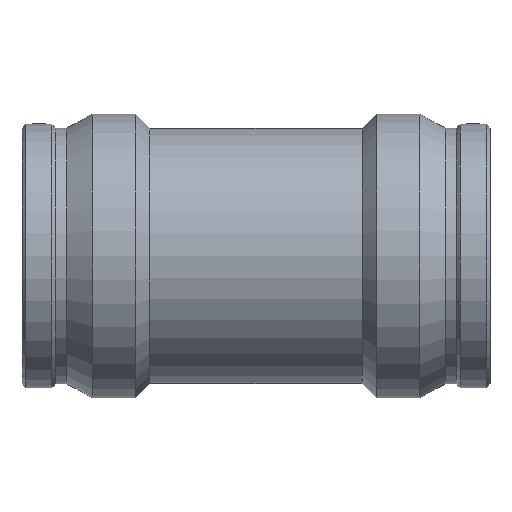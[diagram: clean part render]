
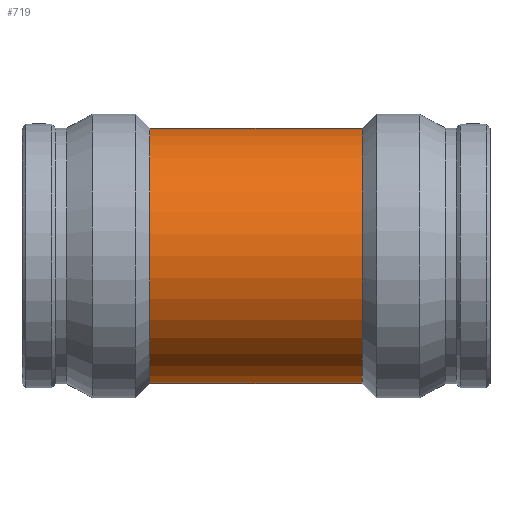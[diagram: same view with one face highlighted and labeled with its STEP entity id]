
A CAD part, top view. The second image highlights one B-rep face of the part: STEP entity #719.
In plain terms, the highlighted cylindrical face has radius 146.7 mm (diameter 293.4 mm), a full revolution.
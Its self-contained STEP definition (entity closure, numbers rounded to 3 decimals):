
#79=FACE_BOUND('',#331,.T.);
#80=FACE_BOUND('',#332,.T.);
#147=CIRCLE('',#807,146.7);
#148=CIRCLE('',#808,146.7);
#199=CYLINDRICAL_SURFACE('',#806,146.7);
#235=FACE_OUTER_BOUND('',#330,.T.);
#330=EDGE_LOOP('',(#616));
#331=EDGE_LOOP('',(#617));
#332=EDGE_LOOP('',(#618));
#416=B_SPLINE_CURVE_WITH_KNOTS('',3,(#1449,#1450,#1451,#1452,#1453,#1454,
#1455,#1456,#1457,#1458,#1459,#1460,#1461,#1462,#1463,#1464,#1465,#1466,
#1467,#1468,#1469,#1470,#1471,#1472,#1473,#1474,#1475,#1476,#1477,#1478,
#1479,#1480,#1481,#1482,#1483,#1484,#1485,#1486,#1487,#1488,#1489,#1490,
#1491,#1492,#1493,#1494,#1495,#1496,#1497,#1498,#1499,#1500,#1501,#1502,
#1503,#1504,#1505,#1506,#1507,#1508,#1509,#1510,#1511,#1512,#1513,#1514),
 .UNSPECIFIED.,.T.,.F.,(4,2,2,2,2,2,2,2,2,2,2,2,2,2,2,2,2,2,2,2,2,2,2,2,
2,2,2,2,2,2,2,2,4),(0.,1.195,2.389,3.584,
4.779,5.972,7.165,8.358,9.551,
10.745,11.938,13.131,14.324,15.519,
16.713,17.908,19.103,20.298,21.492,
22.687,23.882,25.075,26.268,27.461,
28.654,29.848,31.041,32.234,33.427,
34.622,35.816,37.011,38.206),
 .UNSPECIFIED.);
#439=VERTEX_POINT('',#1448);
#448=VERTEX_POINT('',#1541);
#449=VERTEX_POINT('',#1543);
#509=EDGE_CURVE('',#439,#439,#416,.T.);
#518=EDGE_CURVE('',#448,#448,#147,.T.);
#519=EDGE_CURVE('',#449,#449,#148,.T.);
#616=ORIENTED_EDGE('',*,*,#518,.F.);
#617=ORIENTED_EDGE('',*,*,#519,.T.);
#618=ORIENTED_EDGE('',*,*,#509,.T.);
#719=ADVANCED_FACE('',(#235,#79,#80),#199,.T.);
#806=AXIS2_PLACEMENT_3D('',#1540,#977,#978);
#807=AXIS2_PLACEMENT_3D('',#1542,#979,#980);
#808=AXIS2_PLACEMENT_3D('',#1544,#981,#982);
#977=DIRECTION('center_axis',(1.,0.,0.));
#978=DIRECTION('ref_axis',(0.,1.,0.));
#979=DIRECTION('center_axis',(1.,0.,0.));
#980=DIRECTION('ref_axis',(0.,0.,-1.));
#981=DIRECTION('center_axis',(1.,0.,0.));
#982=DIRECTION('ref_axis',(0.,0.,-1.));
#1448=CARTESIAN_POINT('',(0.,62.5,-132.72));
#1449=CARTESIAN_POINT('Ctrl Pts',(0.,62.5,-132.72));
#1450=CARTESIAN_POINT('Ctrl Pts',(-3.982,62.5,-132.72));
#1451=CARTESIAN_POINT('Ctrl Pts',(-8.081,62.113,-132.905));
#1452=CARTESIAN_POINT('Ctrl Pts',(-16.199,60.506,-133.644));
#1453=CARTESIAN_POINT('Ctrl Pts',(-20.218,59.286,-134.198));
#1454=CARTESIAN_POINT('Ctrl Pts',(-27.899,56.082,-135.568));
#1455=CARTESIAN_POINT('Ctrl Pts',(-31.567,54.097,-136.383));
#1456=CARTESIAN_POINT('Ctrl Pts',(-38.341,49.527,-138.108));
#1457=CARTESIAN_POINT('Ctrl Pts',(-41.446,46.942,-139.017));
#1458=CARTESIAN_POINT('Ctrl Pts',(-46.939,41.45,-140.752));
#1459=CARTESIAN_POINT('Ctrl Pts',(-49.523,38.346,-141.643));
#1460=CARTESIAN_POINT('Ctrl Pts',(-54.094,31.572,-143.305));
#1461=CARTESIAN_POINT('Ctrl Pts',(-56.082,27.901,-144.075));
#1462=CARTESIAN_POINT('Ctrl Pts',(-59.287,20.215,-145.353));
#1463=CARTESIAN_POINT('Ctrl Pts',(-60.508,16.193,-145.86));
#1464=CARTESIAN_POINT('Ctrl Pts',(-62.114,8.074,-146.534));
#1465=CARTESIAN_POINT('Ctrl Pts',(-62.5,3.977,-146.7));
#1466=CARTESIAN_POINT('Ctrl Pts',(-62.5,-3.977,-146.7));
#1467=CARTESIAN_POINT('Ctrl Pts',(-62.114,-8.074,-146.534));
#1468=CARTESIAN_POINT('Ctrl Pts',(-60.508,-16.193,-145.86));
#1469=CARTESIAN_POINT('Ctrl Pts',(-59.287,-20.215,-145.353));
#1470=CARTESIAN_POINT('Ctrl Pts',(-56.082,-27.901,-144.075));
#1471=CARTESIAN_POINT('Ctrl Pts',(-54.094,-31.572,-143.305));
#1472=CARTESIAN_POINT('Ctrl Pts',(-49.523,-38.346,-141.643));
#1473=CARTESIAN_POINT('Ctrl Pts',(-46.939,-41.45,-140.752));
#1474=CARTESIAN_POINT('Ctrl Pts',(-41.446,-46.942,-139.017));
#1475=CARTESIAN_POINT('Ctrl Pts',(-38.341,-49.527,-138.108));
#1476=CARTESIAN_POINT('Ctrl Pts',(-31.567,-54.097,-136.383));
#1477=CARTESIAN_POINT('Ctrl Pts',(-27.899,-56.082,-135.568));
#1478=CARTESIAN_POINT('Ctrl Pts',(-20.218,-59.286,-134.198));
#1479=CARTESIAN_POINT('Ctrl Pts',(-16.199,-60.506,-133.644));
#1480=CARTESIAN_POINT('Ctrl Pts',(-8.081,-62.113,-132.905));
#1481=CARTESIAN_POINT('Ctrl Pts',(-3.982,-62.5,-132.72));
#1482=CARTESIAN_POINT('Ctrl Pts',(3.982,-62.5,-132.72));
#1483=CARTESIAN_POINT('Ctrl Pts',(8.081,-62.113,-132.905));
#1484=CARTESIAN_POINT('Ctrl Pts',(16.199,-60.506,-133.644));
#1485=CARTESIAN_POINT('Ctrl Pts',(20.218,-59.286,-134.198));
#1486=CARTESIAN_POINT('Ctrl Pts',(27.899,-56.082,-135.568));
#1487=CARTESIAN_POINT('Ctrl Pts',(31.567,-54.097,-136.383));
#1488=CARTESIAN_POINT('Ctrl Pts',(38.341,-49.527,-138.108));
#1489=CARTESIAN_POINT('Ctrl Pts',(41.446,-46.942,-139.017));
#1490=CARTESIAN_POINT('Ctrl Pts',(46.939,-41.45,-140.752));
#1491=CARTESIAN_POINT('Ctrl Pts',(49.523,-38.346,-141.643));
#1492=CARTESIAN_POINT('Ctrl Pts',(54.094,-31.572,-143.305));
#1493=CARTESIAN_POINT('Ctrl Pts',(56.082,-27.901,-144.075));
#1494=CARTESIAN_POINT('Ctrl Pts',(59.287,-20.215,-145.353));
#1495=CARTESIAN_POINT('Ctrl Pts',(60.508,-16.193,-145.86));
#1496=CARTESIAN_POINT('Ctrl Pts',(62.114,-8.074,-146.534));
#1497=CARTESIAN_POINT('Ctrl Pts',(62.5,-3.977,-146.7));
#1498=CARTESIAN_POINT('Ctrl Pts',(62.5,3.977,-146.7));
#1499=CARTESIAN_POINT('Ctrl Pts',(62.114,8.074,-146.534));
#1500=CARTESIAN_POINT('Ctrl Pts',(60.508,16.193,-145.86));
#1501=CARTESIAN_POINT('Ctrl Pts',(59.287,20.215,-145.353));
#1502=CARTESIAN_POINT('Ctrl Pts',(56.082,27.901,-144.075));
#1503=CARTESIAN_POINT('Ctrl Pts',(54.094,31.572,-143.305));
#1504=CARTESIAN_POINT('Ctrl Pts',(49.523,38.346,-141.643));
#1505=CARTESIAN_POINT('Ctrl Pts',(46.939,41.45,-140.752));
#1506=CARTESIAN_POINT('Ctrl Pts',(41.446,46.942,-139.017));
#1507=CARTESIAN_POINT('Ctrl Pts',(38.341,49.527,-138.108));
#1508=CARTESIAN_POINT('Ctrl Pts',(31.567,54.097,-136.383));
#1509=CARTESIAN_POINT('Ctrl Pts',(27.899,56.082,-135.568));
#1510=CARTESIAN_POINT('Ctrl Pts',(20.218,59.286,-134.198));
#1511=CARTESIAN_POINT('Ctrl Pts',(16.199,60.506,-133.644));
#1512=CARTESIAN_POINT('Ctrl Pts',(8.081,62.113,-132.905));
#1513=CARTESIAN_POINT('Ctrl Pts',(3.982,62.5,-132.72));
#1514=CARTESIAN_POINT('Ctrl Pts',(0.,62.5,-132.72));
#1540=CARTESIAN_POINT('Origin',(0.,0.,0.));
#1541=CARTESIAN_POINT('',(122.395,146.7,0.));
#1542=CARTESIAN_POINT('Origin',(122.395,0.,0.));
#1543=CARTESIAN_POINT('',(-122.395,146.7,0.));
#1544=CARTESIAN_POINT('Origin',(-122.395,0.,0.));
